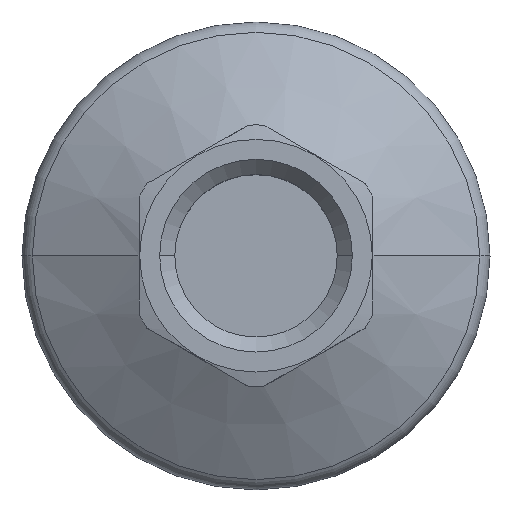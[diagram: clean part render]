
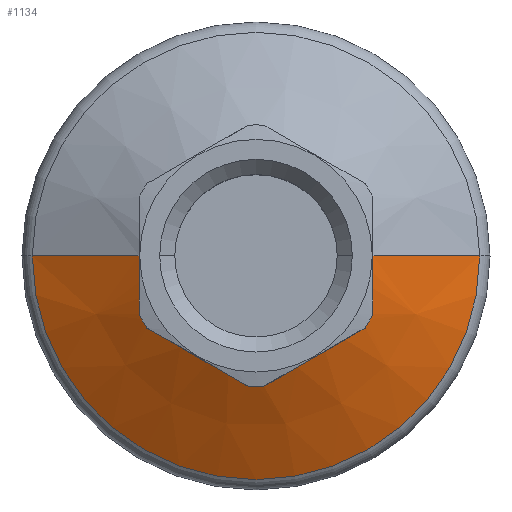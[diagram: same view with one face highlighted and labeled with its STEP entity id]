
A CAD part, top view. The second image highlights one B-rep face of the part: STEP entity #1134.
In plain terms, the highlighted conical face has half-angle 60 degrees and reference radius 16.25 mm.
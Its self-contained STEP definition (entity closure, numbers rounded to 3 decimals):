
#30 = CARTESIAN_POINT ( 'NONE',  ( -1.178, -9.135, 7.379 ) ) ;
#56 = VERTEX_POINT ( 'NONE', #751 ) ;
#67 = CARTESIAN_POINT ( 'NONE',  ( 0.576, -9.483, 7.2 ) ) ;
#88 = EDGE_CURVE ( 'Defeature ausgef�hrt1_14+Defeature ausgef�hrt1_8+Defeature ausgef�hrt1_5+Defeature ausgef�hrt1_4', #277, #2447, #2683, .T. ) ;
#90 = CARTESIAN_POINT ( 'NONE',  ( 8.5, 0., 7.777 ) ) ;
#92 = AXIS2_PLACEMENT_3D ( 'NONE', #2908, #2921, #2224 ) ;
#118 = CARTESIAN_POINT ( 'NONE',  ( -8.5, -1.427, 7.724 ) ) ;
#120 = ORIENTED_EDGE ( 'NONE', *, *, #156, .F. ) ;
#136 = CARTESIAN_POINT ( 'NONE',  ( -8.5, -3.546, 7.38 ) ) ;
#156 = EDGE_CURVE ( 'Defeature ausgef�hrt1_15+Defeature ausgef�hrt1_8+Defeature ausgef�hrt1_4+Defeature ausgef�hrt1_3', #1766, #1939, #990, .T. ) ;
#189 = CARTESIAN_POINT ( 'NONE',  ( -16.25, 0., 3.303 ) ) ;
#251 = ORIENTED_EDGE ( 'NONE', *, *, #1217, .F. ) ;
#256 = CARTESIAN_POINT ( 'NONE',  ( -5.504, -6.637, 7.776 ) ) ;
#270 = CARTESIAN_POINT ( 'NONE',  ( -3.946, -7.537, 7.778 ) ) ;
#277 = VERTEX_POINT ( 'NONE', #2270 ) ;
#278 = CARTESIAN_POINT ( 'NONE',  ( 8.5, -0.716, 7.777 ) ) ;
#322 = VERTEX_POINT ( 'NONE', #2841 ) ;
#335 = CARTESIAN_POINT ( 'NONE',  ( 16.25, 0., 3.303 ) ) ;
#365 = CARTESIAN_POINT ( 'NONE',  ( 0., 0., 7.2 ) ) ;
#379 = DIRECTION ( 'NONE',  ( 0., 0., 1. ) ) ;
#454 = DIRECTION ( 'NONE',  ( -1., 0., 0. ) ) ;
#504 = EDGE_CURVE ( 'NONE', #3011, #2526, #849, .T. ) ;
#505 = ORIENTED_EDGE ( 'NONE', *, *, #1110, .F. ) ;
#545 = EDGE_CURVE ( 'Defeature ausgef�hrt1_8+Defeature ausgef�hrt1_9+Defeature ausgef�hrt1_9+Defeature ausgef�hrt1_9', #2087, #2526, #726, .T. ) ;
#571 = CARTESIAN_POINT ( 'NONE',  ( 8.5, -3.546, 7.38 ) ) ;
#578 = EDGE_CURVE ( 'NONE', #56, #2087, #2032, .T. ) ;
#588 = CARTESIAN_POINT ( 'NONE',  ( 5.796, -6.469, 7.674 ) ) ;
#593 = AXIS2_PLACEMENT_3D ( 'NONE', #365, #379, #1032 ) ;
#681 = ORIENTED_EDGE ( 'NONE', *, *, #545, .T. ) ;
#689 = CARTESIAN_POINT ( 'NONE',  ( -7.924, -5.24, 7.2 ) ) ;
#721 = CARTESIAN_POINT ( 'NONE',  ( -0.576, -9.483, 7.2 ) ) ;
#726 = CIRCLE ( 'NONE', #92, 16.25 ) ;
#751 = CARTESIAN_POINT ( 'NONE',  ( -8.5, 0., 7.777 ) ) ;
#771 = CARTESIAN_POINT ( 'NONE',  ( 5.487, -6.647, 7.713 ) ) ;
#849 = LINE ( 'NONE', #335, #2035 ) ;
#906 = CARTESIAN_POINT ( 'NONE',  ( -3.633, -7.717, 7.764 ) ) ;
#936 = CARTESIAN_POINT ( 'NONE',  ( -3.013, -8.076, 7.713 ) ) ;
#974 = CARTESIAN_POINT ( 'NONE',  ( 8.5, -1.427, 7.724 ) ) ;
#978 = CARTESIAN_POINT ( 'NONE',  ( 4.867, -7.005, 7.764 ) ) ;
#990 = B_SPLINE_CURVE_WITH_KNOTS ( 'NONE', 3,
 ( #67, #2023, #1257, #2647, #978, #771, #588, #1942, #1792, #2186 ),
 .UNSPECIFIED., .F., .F.,
 ( 4, 2, 2, 2, 4 ),
 ( 0.001, 0.005, 0.006, 0.007, 0.009 ),
 .UNSPECIFIED. ) ;
#1032 = DIRECTION ( 'NONE',  ( 1., 0., 0. ) ) ;
#1035 = CIRCLE ( 'NONE', #2751, 9.5 ) ;
#1036 = CARTESIAN_POINT ( 'NONE',  ( -8.5, -2.841, 7.526 ) ) ;
#1086 = DIRECTION ( 'NONE',  ( 1., 0., 0. ) ) ;
#1091 = B_SPLINE_CURVE_WITH_KNOTS ( 'NONE', 3,
 ( #1705, #571, #2344, #974, #278, #90 ),
 .UNSPECIFIED., .F., .F.,
 ( 4, 2, 4 ),
 ( 0.01, 0.012, 0.014 ),
 .UNSPECIFIED. ) ;
#1110 = EDGE_CURVE ( 'Defeature ausgef�hrt1_4+Defeature ausgef�hrt1_8+Defeature ausgef�hrt1_14+Defeature ausgef�hrt1_15', #2447, #1766, #1035, .T. ) ;
#1126 = ORIENTED_EDGE ( 'NONE', *, *, #578, .T. ) ;
#1129 = CARTESIAN_POINT ( 'NONE',  ( 8.5, 0., 7.777 ) ) ;
#1134 = ADVANCED_FACE ( 'Defeature ausgef�hrt1_8', ( #1619 ), #1160, .T. ) ;
#1160 = CONICAL_SURFACE ( 'NONE', #2971, 16.25, 1.047 ) ;
#1170 = CARTESIAN_POINT ( 'NONE',  ( -1.784, -8.785, 7.525 ) ) ;
#1210 = CIRCLE ( 'NONE', #2831, 9.5 ) ;
#1217 = EDGE_CURVE ( 'Defeature ausgef�hrt1_16+Defeature ausgef�hrt1_8+Defeature ausgef�hrt1_3+Defeature ausgef�hrt1_2', #322, #3011, #1091, .T. ) ;
#1257 = CARTESIAN_POINT ( 'NONE',  ( 2.996, -8.085, 7.776 ) ) ;
#1298 = DIRECTION ( 'NONE',  ( 0., 0., 1. ) ) ;
#1340 = DIRECTION ( 'NONE',  ( 0., 0., -1. ) ) ;
#1358 = EDGE_CURVE ( 'Defeature ausgef�hrt1_5+Defeature ausgef�hrt1_8+Defeature ausgef�hrt1_13+Defeature ausgef�hrt1_14', #1513, #277, #1900, .T. ) ;
#1450 = B_SPLINE_CURVE_WITH_KNOTS ( 'NONE', 3,
 ( #2419, #2203, #118, #1036, #136, #2912 ),
 .UNSPECIFIED., .F., .F.,
 ( 4, 2, 4 ),
 ( 0.04, 0.042, 0.044 ),
 .UNSPECIFIED. ) ;
#1513 = VERTEX_POINT ( 'NONE', #2163 ) ;
#1580 = CARTESIAN_POINT ( 'NONE',  ( 0., 0., 7.2 ) ) ;
#1618 = ORIENTED_EDGE ( 'NONE', *, *, #88, .F. ) ;
#1619 = FACE_OUTER_BOUND ( 'NONE', #2750, .T. ) ;
#1650 = ORIENTED_EDGE ( 'NONE', *, *, #2871, .F. ) ;
#1705 = CARTESIAN_POINT ( 'NONE',  ( 8.5, -4.243, 7.2 ) ) ;
#1766 = VERTEX_POINT ( 'NONE', #2534 ) ;
#1792 = CARTESIAN_POINT ( 'NONE',  ( 7.322, -5.587, 7.379 ) ) ;
#1805 = DIRECTION ( 'NONE',  ( -0.866, 0., -0.5 ) ) ;
#1880 = ORIENTED_EDGE ( 'NONE', *, *, #504, .F. ) ;
#1900 = CIRCLE ( 'NONE', #593, 9.5 ) ;
#1939 = VERTEX_POINT ( 'NONE', #2895 ) ;
#1942 = CARTESIAN_POINT ( 'NONE',  ( 6.716, -5.938, 7.525 ) ) ;
#2023 = CARTESIAN_POINT ( 'NONE',  ( 1.777, -8.789, 7.558 ) ) ;
#2032 = LINE ( 'NONE', #189, #2517 ) ;
#2035 = VECTOR ( 'NONE', #2193, 1000. ) ;
#2052 = DIRECTION ( 'NONE',  ( 0., 0., 1. ) ) ;
#2087 = VERTEX_POINT ( 'NONE', #2942 ) ;
#2163 = CARTESIAN_POINT ( 'NONE',  ( -8.5, -4.243, 7.2 ) ) ;
#2186 = CARTESIAN_POINT ( 'NONE',  ( 7.924, -5.24, 7.2 ) ) ;
#2193 = DIRECTION ( 'NONE',  ( 0.866, 0., -0.5 ) ) ;
#2203 = CARTESIAN_POINT ( 'NONE',  ( -8.5, -0.716, 7.777 ) ) ;
#2205 = CARTESIAN_POINT ( 'NONE',  ( 0., 0., 7.2 ) ) ;
#2224 = DIRECTION ( 'NONE',  ( 1., 0., 0. ) ) ;
#2270 = CARTESIAN_POINT ( 'NONE',  ( -7.924, -5.24, 7.2 ) ) ;
#2289 = ORIENTED_EDGE ( 'NONE', *, *, #1358, .F. ) ;
#2344 = CARTESIAN_POINT ( 'NONE',  ( 8.5, -2.841, 7.526 ) ) ;
#2350 = CARTESIAN_POINT ( 'NONE',  ( -6.723, -5.934, 7.558 ) ) ;
#2419 = CARTESIAN_POINT ( 'NONE',  ( -8.5, 0., 7.777 ) ) ;
#2447 = VERTEX_POINT ( 'NONE', #2840 ) ;
#2517 = VECTOR ( 'NONE', #1805, 1000. ) ;
#2526 = VERTEX_POINT ( 'NONE', #2668 ) ;
#2534 = CARTESIAN_POINT ( 'NONE',  ( 0.576, -9.483, 7.2 ) ) ;
#2544 = CARTESIAN_POINT ( 'NONE',  ( 0., 0., 3.303 ) ) ;
#2548 = CARTESIAN_POINT ( 'NONE',  ( -2.704, -8.254, 7.674 ) ) ;
#2647 = CARTESIAN_POINT ( 'NONE',  ( 4.554, -7.186, 7.778 ) ) ;
#2665 = EDGE_CURVE ( 'Defeature ausgef�hrt1_3+Defeature ausgef�hrt1_8+Defeature ausgef�hrt1_15+Defeature ausgef�hrt1_16', #1939, #322, #1210, .T. ) ;
#2668 = CARTESIAN_POINT ( 'NONE',  ( 16.25, 0., 3.303 ) ) ;
#2683 = B_SPLINE_CURVE_WITH_KNOTS ( 'NONE', 3,
 ( #689, #2350, #256, #270, #906, #936, #2548, #1170, #30, #721 ),
 .UNSPECIFIED., .F., .F.,
 ( 4, 2, 2, 2, 4 ),
 ( 0.001, 0.005, 0.006, 0.007, 0.009 ),
 .UNSPECIFIED. ) ;
#2750 = EDGE_LOOP ( 'NONE', ( #1880, #251, #2770, #120, #505, #1618, #2289, #1650, #1126, #681 ) ) ;
#2751 = AXIS2_PLACEMENT_3D ( 'NONE', #2205, #1298, #1086 ) ;
#2770 = ORIENTED_EDGE ( 'NONE', *, *, #2665, .F. ) ;
#2831 = AXIS2_PLACEMENT_3D ( 'NONE', #1580, #2052, #2979 ) ;
#2840 = CARTESIAN_POINT ( 'NONE',  ( -0.576, -9.483, 7.2 ) ) ;
#2841 = CARTESIAN_POINT ( 'NONE',  ( 8.5, -4.243, 7.2 ) ) ;
#2871 = EDGE_CURVE ( 'Defeature ausgef�hrt1_13+Defeature ausgef�hrt1_8+Defeature ausgef�hrt1_6+Defeature ausgef�hrt1_5', #56, #1513, #1450, .T. ) ;
#2895 = CARTESIAN_POINT ( 'NONE',  ( 7.924, -5.24, 7.2 ) ) ;
#2908 = CARTESIAN_POINT ( 'NONE',  ( 0., 0., 3.303 ) ) ;
#2912 = CARTESIAN_POINT ( 'NONE',  ( -8.5, -4.243, 7.2 ) ) ;
#2921 = DIRECTION ( 'NONE',  ( 0., 0., 1. ) ) ;
#2942 = CARTESIAN_POINT ( 'NONE',  ( -16.25, 0., 3.303 ) ) ;
#2971 = AXIS2_PLACEMENT_3D ( 'NONE', #2544, #1340, #454 ) ;
#2979 = DIRECTION ( 'NONE',  ( 1., 0., 0. ) ) ;
#3011 = VERTEX_POINT ( 'NONE', #1129 ) ;
